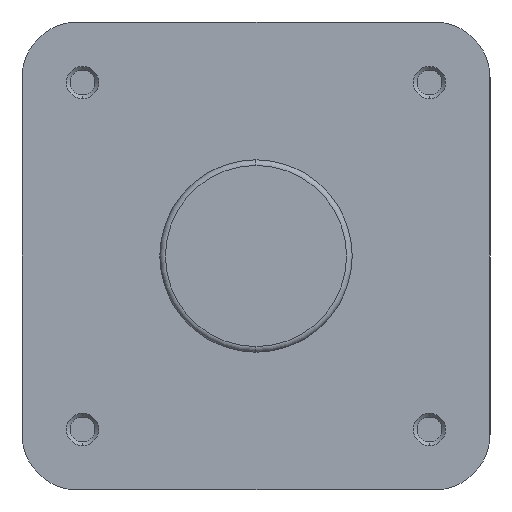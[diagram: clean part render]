
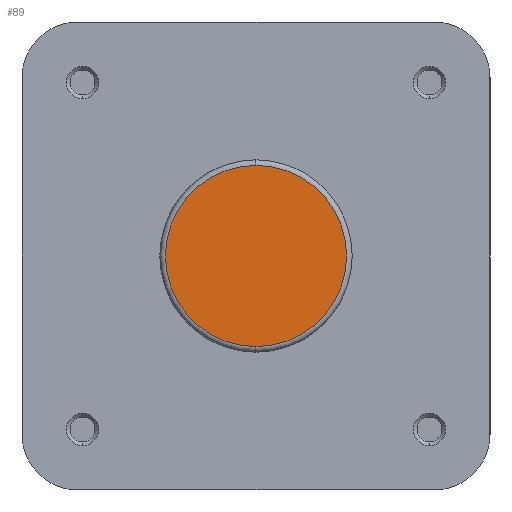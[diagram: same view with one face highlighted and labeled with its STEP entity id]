
A CAD part, left-side view. The second image highlights one B-rep face of the part: STEP entity #89.
In plain terms, the highlighted planar face has unit normal (-1, 0, 0).
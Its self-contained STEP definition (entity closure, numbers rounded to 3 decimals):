
#89 = ADVANCED_FACE ( 'NONE', ( #301 ), #4054, .F. ) ;
#301 = FACE_OUTER_BOUND ( 'NONE', #350, .T. ) ;
#350 = EDGE_LOOP ( 'NONE', ( #1656, #1655 ) ) ;
#1168 = CIRCLE ( 'NONE', #3599, 24.4 ) ;
#1255 = CIRCLE ( 'NONE', #3629, 24.4 ) ;
#1655 = ORIENTED_EDGE ( 'NONE', *, *, #3153, .T. ) ;
#1656 = ORIENTED_EDGE ( 'NONE', *, *, #3214, .T. ) ;
#3153 = EDGE_CURVE ( 'NONE', #3895, #3896, #1168, .T. ) ;
#3214 = EDGE_CURVE ( 'NONE', #3896, #3895, #1255, .T. ) ;
#3262 = AXIS2_PLACEMENT_3D ( 'NONE', #4053, #4056, #4057 ) ;
#3599 = AXIS2_PLACEMENT_3D ( 'NONE', #5654, #5655, #5656 ) ;
#3629 = AXIS2_PLACEMENT_3D ( 'NONE', #5801, #5808, #5809 ) ;
#3895 = VERTEX_POINT ( 'NONE', #6088 ) ;
#3896 = VERTEX_POINT ( 'NONE', #6089 ) ;
#4053 = CARTESIAN_POINT ( 'NONE',  ( 0., 0., 0. ) ) ;
#4054 = PLANE ( 'NONE',  #3262 ) ;
#4056 = DIRECTION ( 'NONE',  ( 1., 0., 0. ) ) ;
#4057 = DIRECTION ( 'NONE',  ( 0., 0., -1. ) ) ;
#5654 = CARTESIAN_POINT ( 'NONE',  ( 0., 0., 0. ) ) ;
#5655 = DIRECTION ( 'NONE',  ( -1., 0., 0. ) ) ;
#5656 = DIRECTION ( 'NONE',  ( 0., 0., -1. ) ) ;
#5801 = CARTESIAN_POINT ( 'NONE',  ( 0., 0., 0. ) ) ;
#5808 = DIRECTION ( 'NONE',  ( -1., 0., 0. ) ) ;
#5809 = DIRECTION ( 'NONE',  ( 0., 0., -1. ) ) ;
#6088 = CARTESIAN_POINT ( 'NONE',  ( 0., 0., 24.4 ) ) ;
#6089 = CARTESIAN_POINT ( 'NONE',  ( 0., 0., -24.4 ) ) ;
